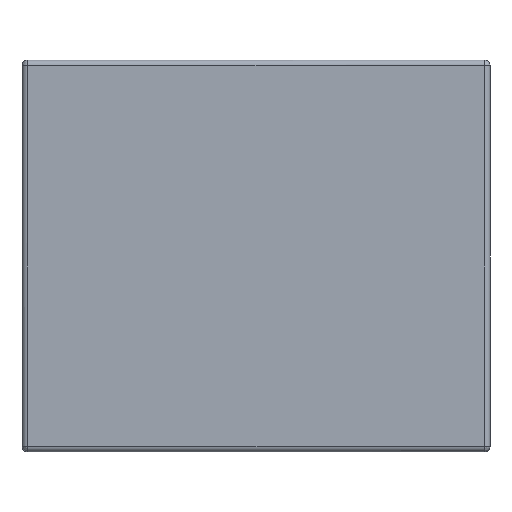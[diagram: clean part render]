
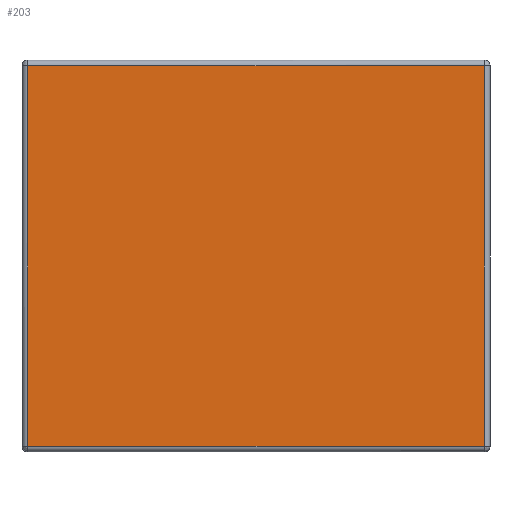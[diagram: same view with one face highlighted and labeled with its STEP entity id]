
A CAD part, top view. The second image highlights one B-rep face of the part: STEP entity #203.
In plain terms, the highlighted planar face has unit normal (0, 0, 1).
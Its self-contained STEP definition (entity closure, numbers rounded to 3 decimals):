
#19 = FACE_OUTER_BOUND ( 'NONE', #1426, .T. ) ;
#120 = VERTEX_POINT ( 'NONE', #2002 ) ;
#203 = ADVANCED_FACE ( 'NONE', ( #19 ), #1844, .T. ) ;
#374 = ORIENTED_EDGE ( 'NONE', *, *, #970, .T. ) ;
#458 = ORIENTED_EDGE ( 'NONE', *, *, #709, .T. ) ;
#629 = CARTESIAN_POINT ( 'NONE',  ( -40.8, 33.99, 1.55 ) ) ;
#652 = AXIS2_PLACEMENT_3D ( 'NONE', #2108, #2953, #1542 ) ;
#709 = EDGE_CURVE ( 'NONE', #2034, #1992, #3135, .T. ) ;
#837 = VECTOR ( 'NONE', #1458, 1000. ) ;
#970 = EDGE_CURVE ( 'NONE', #1992, #120, #2177, .T. ) ;
#1198 = CARTESIAN_POINT ( 'NONE',  ( 40.8, -33.99, 1.55 ) ) ;
#1426 = EDGE_LOOP ( 'NONE', ( #2751, #458, #374, #1688 ) ) ;
#1458 = DIRECTION ( 'NONE',  ( 1., 0., 0. ) ) ;
#1542 = DIRECTION ( 'NONE',  ( 1., 0., 0. ) ) ;
#1566 = LINE ( 'NONE', #1198, #837 ) ;
#1688 = ORIENTED_EDGE ( 'NONE', *, *, #2352, .T. ) ;
#1816 = CARTESIAN_POINT ( 'NONE',  ( 40.79, -33.99, 1.55 ) ) ;
#1844 = PLANE ( 'NONE',  #652 ) ;
#1908 = VECTOR ( 'NONE', #2513, 1000. ) ;
#1992 = VERTEX_POINT ( 'NONE', #3208 ) ;
#2002 = CARTESIAN_POINT ( 'NONE',  ( -40.79, -33.99, 1.55 ) ) ;
#2034 = VERTEX_POINT ( 'NONE', #2741 ) ;
#2065 = DIRECTION ( 'NONE',  ( 0., 1., 0. ) ) ;
#2108 = CARTESIAN_POINT ( 'NONE',  ( 40.8, 34., 1.55 ) ) ;
#2177 = LINE ( 'NONE', #2238, #1908 ) ;
#2238 = CARTESIAN_POINT ( 'NONE',  ( -40.79, -34., 1.55 ) ) ;
#2336 = CARTESIAN_POINT ( 'NONE',  ( 40.79, 34., 1.55 ) ) ;
#2352 = EDGE_CURVE ( 'NONE', #120, #3051, #1566, .T. ) ;
#2359 = VECTOR ( 'NONE', #2065, 1000. ) ;
#2513 = DIRECTION ( 'NONE',  ( 0., -1., 0. ) ) ;
#2564 = DIRECTION ( 'NONE',  ( -1., 0., 0. ) ) ;
#2741 = CARTESIAN_POINT ( 'NONE',  ( 40.79, 33.99, 1.55 ) ) ;
#2751 = ORIENTED_EDGE ( 'NONE', *, *, #2963, .T. ) ;
#2833 = VECTOR ( 'NONE', #2564, 1000. ) ;
#2837 = LINE ( 'NONE', #2336, #2359 ) ;
#2953 = DIRECTION ( 'NONE',  ( 0., 0., 1. ) ) ;
#2963 = EDGE_CURVE ( 'NONE', #3051, #2034, #2837, .T. ) ;
#3051 = VERTEX_POINT ( 'NONE', #1816 ) ;
#3135 = LINE ( 'NONE', #629, #2833 ) ;
#3208 = CARTESIAN_POINT ( 'NONE',  ( -40.79, 33.99, 1.55 ) ) ;
